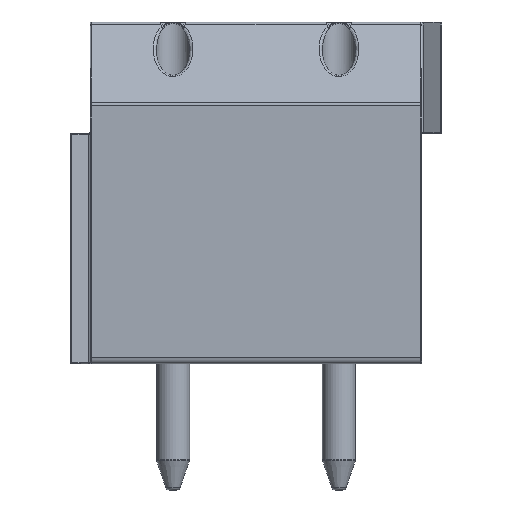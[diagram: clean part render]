
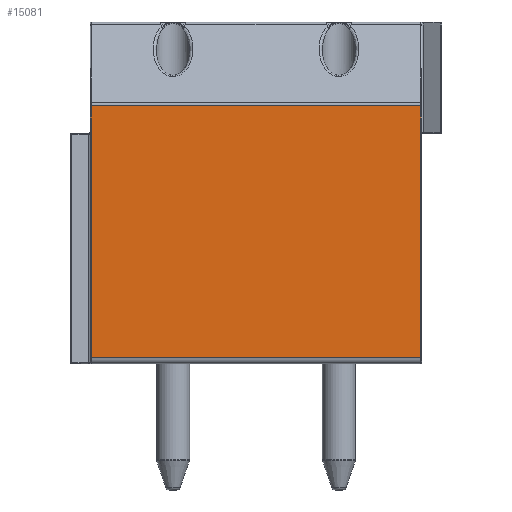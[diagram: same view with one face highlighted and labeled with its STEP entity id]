
A CAD part, front view. The second image highlights one B-rep face of the part: STEP entity #15081.
In plain terms, the highlighted planar face has unit normal (0, -1, 0).
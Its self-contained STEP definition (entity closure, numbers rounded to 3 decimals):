
#271=PLANE('',#16053);
#1530=LINE('',#28525,#2470);
#1558=LINE('',#28651,#2498);
#1593=LINE('',#28924,#2533);
#1594=LINE('',#28926,#2534);
#2470=VECTOR('',#18133,10.);
#2498=VECTOR('',#18275,10.);
#2533=VECTOR('',#18486,10.);
#2534=VECTOR('',#18489,10.);
#3371=FACE_OUTER_BOUND('',#4279,.T.);
#4279=EDGE_LOOP('',(#12094,#12095,#12096,#12097));
#6843=VERTEX_POINT('',#28515);
#6845=VERTEX_POINT('',#28521);
#6886=VERTEX_POINT('',#28645);
#6887=VERTEX_POINT('',#28649);
#8625=EDGE_CURVE('',#6843,#6845,#1530,.T.);
#8685=EDGE_CURVE('',#6887,#6886,#1558,.T.);
#8770=EDGE_CURVE('',#6886,#6843,#1593,.T.);
#8771=EDGE_CURVE('',#6845,#6887,#1594,.T.);
#12094=ORIENTED_EDGE('',*,*,#8625,.F.);
#12095=ORIENTED_EDGE('',*,*,#8770,.F.);
#12096=ORIENTED_EDGE('',*,*,#8685,.F.);
#12097=ORIENTED_EDGE('',*,*,#8771,.F.);
#15081=ADVANCED_FACE('',(#3371),#271,.T.);
#16053=AXIS2_PLACEMENT_3D('',#28925,#18487,#18488);
#18133=DIRECTION('',(0.,0.,-1.));
#18275=DIRECTION('',(0.,0.,1.));
#18486=DIRECTION('',(1.,0.,0.));
#18487=DIRECTION('center_axis',(0.,-1.,0.));
#18488=DIRECTION('ref_axis',(0.,0.,-1.));
#18489=DIRECTION('',(-1.,0.,0.));
#28515=CARTESIAN_POINT('',(4.97,-4.2,7.77));
#28521=CARTESIAN_POINT('',(4.97,-4.2,0.2));
#28525=CARTESIAN_POINT('',(4.97,-4.2,7.725));
#28645=CARTESIAN_POINT('',(-4.97,-4.2,7.77));
#28649=CARTESIAN_POINT('',(-4.97,-4.2,0.2));
#28651=CARTESIAN_POINT('',(-4.97,-4.2,7.725));
#28924=CARTESIAN_POINT('',(-5.,-4.2,7.77));
#28925=CARTESIAN_POINT('Origin',(-5.,-4.2,10.3));
#28926=CARTESIAN_POINT('',(-5.,-4.2,0.2));
